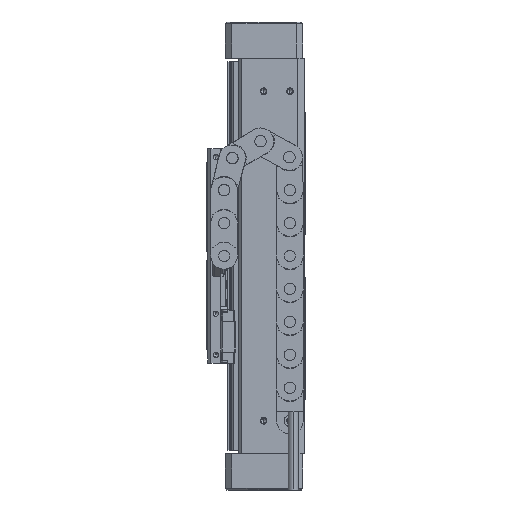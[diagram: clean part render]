
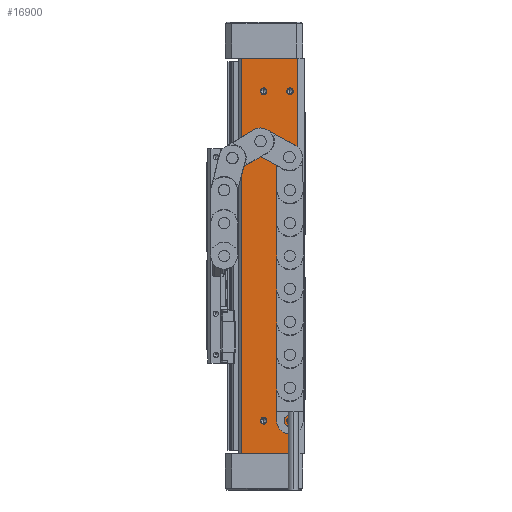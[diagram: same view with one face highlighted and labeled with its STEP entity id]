
A CAD part, left-side view. The second image highlights one B-rep face of the part: STEP entity #16900.
In plain terms, the highlighted planar face has unit normal (-1, 0, 0).
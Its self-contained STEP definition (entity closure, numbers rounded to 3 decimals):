
#87 = CARTESIAN_POINT ( 'NONE',  ( 0., 0., 120. ) ) ;
#189 = LINE ( 'NONE', #14259, #10836 ) ;
#212 = DIRECTION ( 'NONE',  ( 0., 1., 0. ) ) ;
#1142 = EDGE_CURVE ( 'NONE', #21021, #33406, #7331, .T. ) ;
#1375 = DIRECTION ( 'NONE',  ( -1., 0., 0. ) ) ;
#1465 = VERTEX_POINT ( 'NONE', #38555 ) ;
#1968 = DIRECTION ( 'NONE',  ( 0., 0., 1. ) ) ;
#2152 = AXIS2_PLACEMENT_3D ( 'NONE', #6822, #31512, #38438 ) ;
#2905 = VERTEX_POINT ( 'NONE', #4689 ) ;
#3179 = EDGE_CURVE ( 'NONE', #31276, #37789, #18270, .T. ) ;
#3406 = ORIENTED_EDGE ( 'NONE', *, *, #14413, .T. ) ;
#3692 = PLANE ( 'NONE',  #24072 ) ;
#3918 = DIRECTION ( 'NONE',  ( 1., 0., 0. ) ) ;
#3999 = EDGE_LOOP ( 'NONE', ( #11595, #22464 ) ) ;
#4049 = CARTESIAN_POINT ( 'NONE',  ( 0., -15., 50. ) ) ;
#4689 = CARTESIAN_POINT ( 'NONE',  ( 0., -7., 11. ) ) ;
#5791 = EDGE_CURVE ( 'NONE', #19323, #43905, #24202, .T. ) ;
#5840 = CIRCLE ( 'NONE', #16159, 1. ) ;
#6074 = VECTOR ( 'NONE', #32090, 1000. ) ;
#6596 = CARTESIAN_POINT ( 'NONE',  ( 0., -17.4, 0. ) ) ;
#6822 = CARTESIAN_POINT ( 'NONE',  ( 0., -7., 110. ) ) ;
#7331 = CIRCLE ( 'NONE', #2152, 1. ) ;
#7383 = FACE_OUTER_BOUND ( 'NONE', #32109, .T. ) ;
#7387 = CIRCLE ( 'NONE', #19186, 1. ) ;
#7530 = DIRECTION ( 'NONE',  ( 0., 0., 1. ) ) ;
#7756 = DIRECTION ( 'NONE',  ( -1., 0., 0. ) ) ;
#7939 = CARTESIAN_POINT ( 'NONE',  ( 0., -17.4, 120. ) ) ;
#8536 = EDGE_CURVE ( 'NONE', #37789, #16170, #29155, .T. ) ;
#9005 = DIRECTION ( 'NONE',  ( 0., 0., 1. ) ) ;
#9516 = DIRECTION ( 'NONE',  ( -1., 0., 0. ) ) ;
#9619 = ORIENTED_EDGE ( 'NONE', *, *, #12074, .F. ) ;
#9744 = CARTESIAN_POINT ( 'NONE',  ( 0., -15., 110. ) ) ;
#9844 = CARTESIAN_POINT ( 'NONE',  ( 0., -15., 111. ) ) ;
#10397 = CARTESIAN_POINT ( 'NONE',  ( 0., -7., 9. ) ) ;
#10448 = EDGE_CURVE ( 'NONE', #2905, #22015, #12711, .T. ) ;
#10836 = VECTOR ( 'NONE', #14732, 1000. ) ;
#10839 = FACE_BOUND ( 'NONE', #3999, .T. ) ;
#11506 = ORIENTED_EDGE ( 'NONE', *, *, #10448, .F. ) ;
#11595 = ORIENTED_EDGE ( 'NONE', *, *, #33604, .F. ) ;
#11757 = CARTESIAN_POINT ( 'NONE',  ( 0., -15., 10. ) ) ;
#11814 = CARTESIAN_POINT ( 'NONE',  ( 0., -7., 10. ) ) ;
#11885 = CARTESIAN_POINT ( 'NONE',  ( 0., -15., 110. ) ) ;
#12074 = EDGE_CURVE ( 'NONE', #36355, #16170, #45072, .T. ) ;
#12391 = AXIS2_PLACEMENT_3D ( 'NONE', #19513, #33571, #1968 ) ;
#12701 = EDGE_LOOP ( 'NONE', ( #11506, #21348 ) ) ;
#12711 = CIRCLE ( 'NONE', #20071, 1. ) ;
#13362 = ORIENTED_EDGE ( 'NONE', *, *, #8536, .T. ) ;
#13504 = AXIS2_PLACEMENT_3D ( 'NONE', #9744, #23820, #37869 ) ;
#14259 = CARTESIAN_POINT ( 'NONE',  ( 0., -0.3, 120. ) ) ;
#14413 = EDGE_CURVE ( 'NONE', #36355, #31276, #189, .T. ) ;
#14732 = DIRECTION ( 'NONE',  ( 0., 0., -1. ) ) ;
#14887 = EDGE_CURVE ( 'NONE', #1465, #42660, #26172, .T. ) ;
#14987 = CIRCLE ( 'NONE', #13504, 1. ) ;
#15106 = CARTESIAN_POINT ( 'NONE',  ( 0., -0.3, 120. ) ) ;
#15339 = ORIENTED_EDGE ( 'NONE', *, *, #42658, .F. ) ;
#16159 = AXIS2_PLACEMENT_3D ( 'NONE', #40821, #1375, #9005 ) ;
#16170 = VERTEX_POINT ( 'NONE', #39558 ) ;
#16827 = DIRECTION ( 'NONE',  ( -1., 0., 0. ) ) ;
#16900 = ADVANCED_FACE ( 'NONE', ( #43111, #18003, #32515, #10839, #24936, #7383 ), #3692, .F. ) ;
#17039 = EDGE_LOOP ( 'NONE', ( #19857, #15339 ) ) ;
#17300 = VECTOR ( 'NONE', #44840, 1000. ) ;
#17588 = CARTESIAN_POINT ( 'NONE',  ( 0., 0., 0. ) ) ;
#18003 = FACE_BOUND ( 'NONE', #12701, .T. ) ;
#18270 = LINE ( 'NONE', #17588, #6074 ) ;
#18471 = DIRECTION ( 'NONE',  ( -1., 0., 0. ) ) ;
#19047 = EDGE_CURVE ( 'NONE', #33979, #43297, #20526, .T. ) ;
#19186 = AXIS2_PLACEMENT_3D ( 'NONE', #11814, #39956, #22420 ) ;
#19323 = VERTEX_POINT ( 'NONE', #42683 ) ;
#19513 = CARTESIAN_POINT ( 'NONE',  ( 0., -15., 10. ) ) ;
#19857 = ORIENTED_EDGE ( 'NONE', *, *, #5791, .F. ) ;
#20071 = AXIS2_PLACEMENT_3D ( 'NONE', #28834, #18471, #42889 ) ;
#20526 = CIRCLE ( 'NONE', #26431, 1. ) ;
#21021 = VERTEX_POINT ( 'NONE', #37570 ) ;
#21348 = ORIENTED_EDGE ( 'NONE', *, *, #34566, .F. ) ;
#21469 = DIRECTION ( 'NONE',  ( 0., 0., 1. ) ) ;
#22015 = VERTEX_POINT ( 'NONE', #10397 ) ;
#22420 = DIRECTION ( 'NONE',  ( 0., 0., 1. ) ) ;
#22464 = ORIENTED_EDGE ( 'NONE', *, *, #1142, .F. ) ;
#23820 = DIRECTION ( 'NONE',  ( -1., 0., 0. ) ) ;
#24072 = AXIS2_PLACEMENT_3D ( 'NONE', #42664, #3918, #212 ) ;
#24202 = CIRCLE ( 'NONE', #12391, 1. ) ;
#24936 = FACE_BOUND ( 'NONE', #41164, .T. ) ;
#25262 = DIRECTION ( 'NONE',  ( 0., 0., 1. ) ) ;
#26172 = CIRCLE ( 'NONE', #32052, 1. ) ;
#26313 = CIRCLE ( 'NONE', #27782, 1. ) ;
#26431 = AXIS2_PLACEMENT_3D ( 'NONE', #11885, #9516, #30273 ) ;
#27782 = AXIS2_PLACEMENT_3D ( 'NONE', #11757, #29061, #21469 ) ;
#28308 = CARTESIAN_POINT ( 'NONE',  ( 0., -15., 50. ) ) ;
#28555 = ORIENTED_EDGE ( 'NONE', *, *, #19047, .F. ) ;
#28834 = CARTESIAN_POINT ( 'NONE',  ( 0., -7., 10. ) ) ;
#29061 = DIRECTION ( 'NONE',  ( -1., 0., 0. ) ) ;
#29155 = LINE ( 'NONE', #7939, #38437 ) ;
#29359 = CARTESIAN_POINT ( 'NONE',  ( 0., -15., 9. ) ) ;
#29956 = ORIENTED_EDGE ( 'NONE', *, *, #3179, .T. ) ;
#30273 = DIRECTION ( 'NONE',  ( 0., 0., 1. ) ) ;
#31276 = VERTEX_POINT ( 'NONE', #33653 ) ;
#31366 = ORIENTED_EDGE ( 'NONE', *, *, #14887, .F. ) ;
#31512 = DIRECTION ( 'NONE',  ( -1., 0., 0. ) ) ;
#32052 = AXIS2_PLACEMENT_3D ( 'NONE', #28308, #7756, #7530 ) ;
#32090 = DIRECTION ( 'NONE',  ( 0., -1., 0. ) ) ;
#32109 = EDGE_LOOP ( 'NONE', ( #9619, #3406, #29956, #13362 ) ) ;
#32183 = DIRECTION ( 'NONE',  ( 0., 0., 1. ) ) ;
#32515 = FACE_BOUND ( 'NONE', #17039, .T. ) ;
#33406 = VERTEX_POINT ( 'NONE', #39468 ) ;
#33571 = DIRECTION ( 'NONE',  ( -1., 0., 0. ) ) ;
#33604 = EDGE_CURVE ( 'NONE', #33406, #21021, #5840, .T. ) ;
#33653 = CARTESIAN_POINT ( 'NONE',  ( 0., -0.3, 0. ) ) ;
#33979 = VERTEX_POINT ( 'NONE', #40997 ) ;
#34566 = EDGE_CURVE ( 'NONE', #22015, #2905, #7387, .T. ) ;
#35608 = ORIENTED_EDGE ( 'NONE', *, *, #36999, .F. ) ;
#36276 = EDGE_CURVE ( 'NONE', #42660, #1465, #39241, .T. ) ;
#36355 = VERTEX_POINT ( 'NONE', #15106 ) ;
#36999 = EDGE_CURVE ( 'NONE', #43297, #33979, #14987, .T. ) ;
#37570 = CARTESIAN_POINT ( 'NONE',  ( 0., -7., 109. ) ) ;
#37789 = VERTEX_POINT ( 'NONE', #6596 ) ;
#37869 = DIRECTION ( 'NONE',  ( 0., 0., 1. ) ) ;
#38437 = VECTOR ( 'NONE', #25262, 1000. ) ;
#38438 = DIRECTION ( 'NONE',  ( 0., 0., 1. ) ) ;
#38555 = CARTESIAN_POINT ( 'NONE',  ( 0., -15., 49. ) ) ;
#39241 = CIRCLE ( 'NONE', #43604, 1. ) ;
#39468 = CARTESIAN_POINT ( 'NONE',  ( 0., -7., 111. ) ) ;
#39558 = CARTESIAN_POINT ( 'NONE',  ( 0., -17.4, 120. ) ) ;
#39956 = DIRECTION ( 'NONE',  ( -1., 0., 0. ) ) ;
#40821 = CARTESIAN_POINT ( 'NONE',  ( 0., -7., 110. ) ) ;
#40997 = CARTESIAN_POINT ( 'NONE',  ( 0., -15., 109. ) ) ;
#41164 = EDGE_LOOP ( 'NONE', ( #35608, #28555 ) ) ;
#41949 = EDGE_LOOP ( 'NONE', ( #43277, #31366 ) ) ;
#42658 = EDGE_CURVE ( 'NONE', #43905, #19323, #26313, .T. ) ;
#42660 = VERTEX_POINT ( 'NONE', #42895 ) ;
#42664 = CARTESIAN_POINT ( 'NONE',  ( 0., 0., 120. ) ) ;
#42683 = CARTESIAN_POINT ( 'NONE',  ( 0., -15., 11. ) ) ;
#42889 = DIRECTION ( 'NONE',  ( 0., 0., 1. ) ) ;
#42895 = CARTESIAN_POINT ( 'NONE',  ( 0., -15., 51. ) ) ;
#43111 = FACE_BOUND ( 'NONE', #41949, .T. ) ;
#43277 = ORIENTED_EDGE ( 'NONE', *, *, #36276, .F. ) ;
#43297 = VERTEX_POINT ( 'NONE', #9844 ) ;
#43604 = AXIS2_PLACEMENT_3D ( 'NONE', #4049, #16827, #32183 ) ;
#43905 = VERTEX_POINT ( 'NONE', #29359 ) ;
#44840 = DIRECTION ( 'NONE',  ( 0., -1., 0. ) ) ;
#45072 = LINE ( 'NONE', #87, #17300 ) ;
